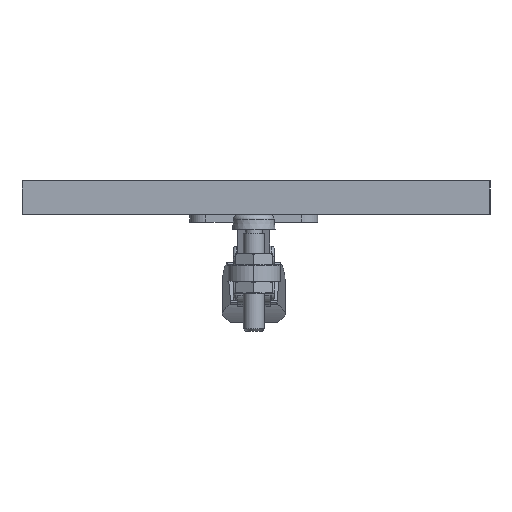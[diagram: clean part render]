
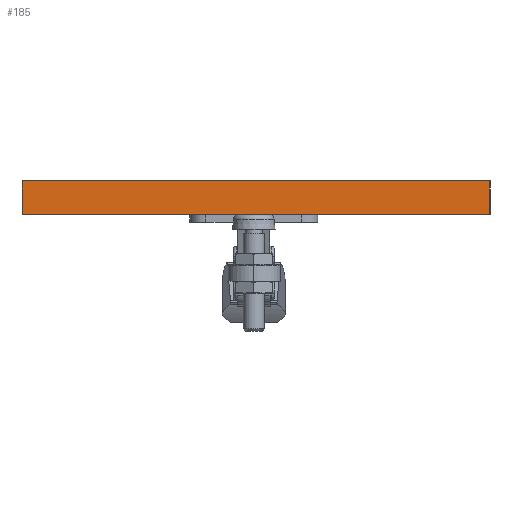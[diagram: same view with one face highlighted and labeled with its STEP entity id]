
A CAD part, left-side view. The second image highlights one B-rep face of the part: STEP entity #185.
In plain terms, the highlighted planar face has unit normal (-1, 0, 0).
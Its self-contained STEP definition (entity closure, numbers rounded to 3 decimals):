
#21 = EDGE_CURVE('',#22,#24,#26,.T.);
#22 = VERTEX_POINT('',#23);
#23 = CARTESIAN_POINT('',(101.837,44.132,9.04));
#24 = VERTEX_POINT('',#25);
#25 = CARTESIAN_POINT('',(101.837,44.132,2.69));
#26 = LINE('',#27,#28);
#27 = CARTESIAN_POINT('',(101.837,44.132,9.04));
#28 = VECTOR('',#29,1.);
#29 = DIRECTION('',(0.,0.,-1.));
#160 = VERTEX_POINT('',#161);
#161 = CARTESIAN_POINT('',(101.837,-44.133,2.69));
#167 = EDGE_CURVE('',#168,#160,#170,.T.);
#168 = VERTEX_POINT('',#169);
#169 = CARTESIAN_POINT('',(101.837,-44.133,9.04));
#170 = LINE('',#171,#172);
#171 = CARTESIAN_POINT('',(101.837,-44.133,9.04));
#172 = VECTOR('',#173,1.);
#173 = DIRECTION('',(0.,0.,-1.));
#185 = ADVANCED_FACE('',(#186),#202,.F.);
#186 = FACE_BOUND('',#187,.F.);
#187 = EDGE_LOOP('',(#188,#189,#195,#196));
#188 = ORIENTED_EDGE('',*,*,#167,.T.);
#189 = ORIENTED_EDGE('',*,*,#190,.T.);
#190 = EDGE_CURVE('',#160,#24,#191,.T.);
#191 = LINE('',#192,#193);
#192 = CARTESIAN_POINT('',(101.837,-44.133,2.69));
#193 = VECTOR('',#194,1.);
#194 = DIRECTION('',(0.,1.,0.));
#195 = ORIENTED_EDGE('',*,*,#21,.F.);
#196 = ORIENTED_EDGE('',*,*,#197,.F.);
#197 = EDGE_CURVE('',#168,#22,#198,.T.);
#198 = LINE('',#199,#200);
#199 = CARTESIAN_POINT('',(101.837,-44.133,9.04));
#200 = VECTOR('',#201,1.);
#201 = DIRECTION('',(0.,1.,0.));
#202 = PLANE('',#203);
#203 = AXIS2_PLACEMENT_3D('',#204,#205,#206);
#204 = CARTESIAN_POINT('',(101.837,-44.133,9.04));
#205 = DIRECTION('',(1.,0.,0.));
#206 = DIRECTION('',(0.,1.,0.));
